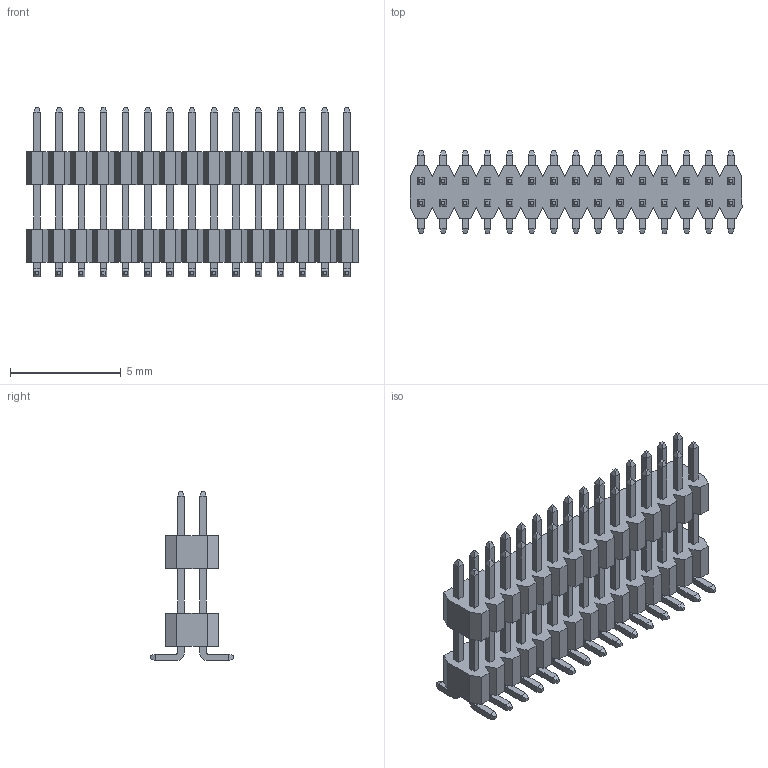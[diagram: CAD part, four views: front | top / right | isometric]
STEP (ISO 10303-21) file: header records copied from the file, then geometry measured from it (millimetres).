
FILE_DESCRIPTION (( 'STEP AP214' ), '1' );
FILE_NAME ('FPH10034-D30S1014030205M-REF.STEP', '2025-10-17T03:54:18', ( '' ), ( '' ), 'SwSTEP 2.0', 'SolidWorks 2021', '' );
FILE_SCHEMA (( 'AUTOMOTIVE_DESIGN' ));
Length unit declared in the file: millimetre
Products named in the file (1): FPH10034-D30S1014030205M-REF
Bounding box: 15 x 3.75 x 7.65 mm (x, y, z)
Volume: 111.9 mm3; surface area: 478.3 mm2
Topology: 1 solids, 1 shells, 972 faces, 2476 edges, 1568 vertices
Faces by surface type: plane 912, cylinder 60
Entity records: 28646 total; most frequent: CARTESIAN_POINT 5017, ORIENTED_EDGE 4952, DIRECTION 4542, EDGE_CURVE 2476, VECTOR 2356, LINE 2356, VERTEX_POINT 1568, AXIS2_PLACEMENT_3D 1093
